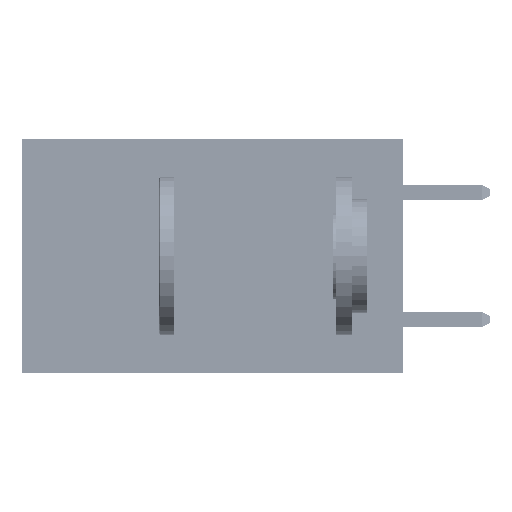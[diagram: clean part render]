
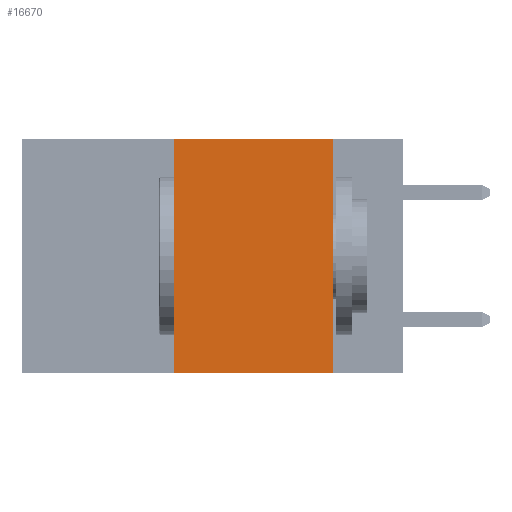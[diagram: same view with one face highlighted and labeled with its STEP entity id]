
A CAD part, left-side view. The second image highlights one B-rep face of the part: STEP entity #16670.
In plain terms, the highlighted planar face has unit normal (-1, 0, 0).
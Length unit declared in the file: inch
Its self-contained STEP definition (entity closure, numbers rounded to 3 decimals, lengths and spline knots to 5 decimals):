
#357 = CARTESIAN_POINT ( 'NONE',  ( 0., 0.36, 0. ) ) ;
#1107 = CARTESIAN_POINT ( 'NONE',  ( 0., 0.11, -0.37 ) ) ;
#1315 = CARTESIAN_POINT ( 'NONE',  ( 0., 0.36, 0. ) ) ;
#1460 = ORIENTED_EDGE ( 'NONE', *, *, #4826, .F. ) ;
#4229 = EDGE_CURVE ( 'NONE', #12075, #4561, #17526, .T. ) ;
#4561 = VERTEX_POINT ( 'NONE', #1315 ) ;
#4826 = EDGE_CURVE ( 'NONE', #4561, #23433, #32082, .T. ) ;
#5344 = CARTESIAN_POINT ( 'NONE',  ( 0., 0.11, 0. ) ) ;
#10477 = CARTESIAN_POINT ( 'NONE',  ( 0., 0.11, 0. ) ) ;
#11067 = VECTOR ( 'NONE', #38949, 39.37008 ) ;
#12075 = VERTEX_POINT ( 'NONE', #32990 ) ;
#12688 = VECTOR ( 'NONE', #40272, 39.37008 ) ;
#13817 = LINE ( 'NONE', #43774, #48584 ) ;
#14192 = DIRECTION ( 'NONE',  ( 1., 0., 0. ) ) ;
#16670 = ADVANCED_FACE ( 'NONE', ( #18066 ), #32284, .F. ) ;
#17422 = CARTESIAN_POINT ( 'NONE',  ( 0., 0.6, 0. ) ) ;
#17526 = LINE ( 'NONE', #357, #25132 ) ;
#18066 = FACE_OUTER_BOUND ( 'NONE', #43368, .T. ) ;
#18420 = VERTEX_POINT ( 'NONE', #1107 ) ;
#19287 = DIRECTION ( 'NONE',  ( 0., 0., 1. ) ) ;
#20308 = ORIENTED_EDGE ( 'NONE', *, *, #37776, .F. ) ;
#22302 = EDGE_CURVE ( 'NONE', #12075, #18420, #13817, .T. ) ;
#23433 = VERTEX_POINT ( 'NONE', #10477 ) ;
#25132 = VECTOR ( 'NONE', #19287, 39.37008 ) ;
#25768 = AXIS2_PLACEMENT_3D ( 'NONE', #32620, #14192, #39927 ) ;
#28419 = DIRECTION ( 'NONE',  ( 0., -1., 0. ) ) ;
#32082 = LINE ( 'NONE', #17422, #12688 ) ;
#32284 = PLANE ( 'NONE',  #25768 ) ;
#32620 = CARTESIAN_POINT ( 'NONE',  ( 0., 0.6, 0. ) ) ;
#32990 = CARTESIAN_POINT ( 'NONE',  ( 0., 0.36, -0.37 ) ) ;
#37776 = EDGE_CURVE ( 'NONE', #23433, #18420, #47574, .T. ) ;
#38949 = DIRECTION ( 'NONE',  ( 0., 0., -1. ) ) ;
#39927 = DIRECTION ( 'NONE',  ( 0., 0., -1. ) ) ;
#40272 = DIRECTION ( 'NONE',  ( 0., -1., 0. ) ) ;
#41503 = ORIENTED_EDGE ( 'NONE', *, *, #22302, .T. ) ;
#43368 = EDGE_LOOP ( 'NONE', ( #20308, #1460, #43441, #41503 ) ) ;
#43441 = ORIENTED_EDGE ( 'NONE', *, *, #4229, .F. ) ;
#43774 = CARTESIAN_POINT ( 'NONE',  ( 0., 0.6, -0.37 ) ) ;
#47574 = LINE ( 'NONE', #5344, #11067 ) ;
#48584 = VECTOR ( 'NONE', #28419, 39.37008 ) ;
